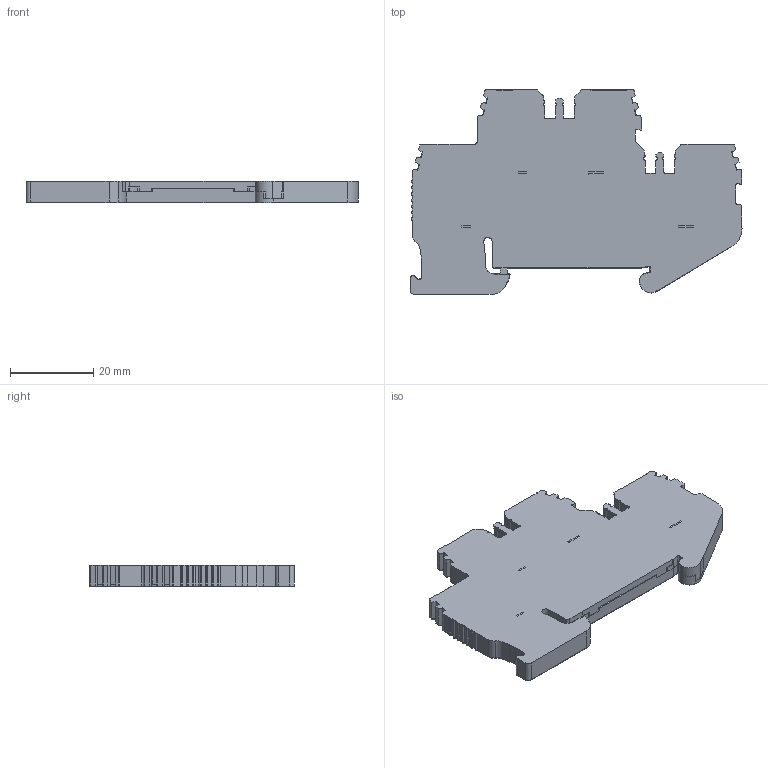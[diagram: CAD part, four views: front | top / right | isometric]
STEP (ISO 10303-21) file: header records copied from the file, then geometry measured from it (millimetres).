
FILE_DESCRIPTION (( 'STEP AP214' ), '1' );
FILE_NAME ('310189_CTP 2.5_FT_GR.STP', '2016-07-28T09:40:52', ( '' ), ( '' ), 'SwSTEP 2.0', 'SolidWorks 2016', '' );
FILE_SCHEMA (( 'AUTOMOTIVE_DESIGN' ));
Length unit declared in the file: millimetre
Products named in the file (1): 310189_CTP 2.5_FT_GR
Bounding box: 79.79 x 49.09 x 5.15 mm (x, y, z)
Volume: 14627 mm3; surface area: 7528.2 mm2
Topology: 1 solids, 1 shells, 865 faces, 2552 edges, 1699 vertices
Faces by surface type: plane 522, cylinder 341, cone 2
Entity records: 29295 total; most frequent: CARTESIAN_POINT 5155, ORIENTED_EDGE 5104, DIRECTION 4975, EDGE_CURVE 2552, VECTOR 1845, LINE 1845, VERTEX_POINT 1699, AXIS2_PLACEMENT_3D 1565
